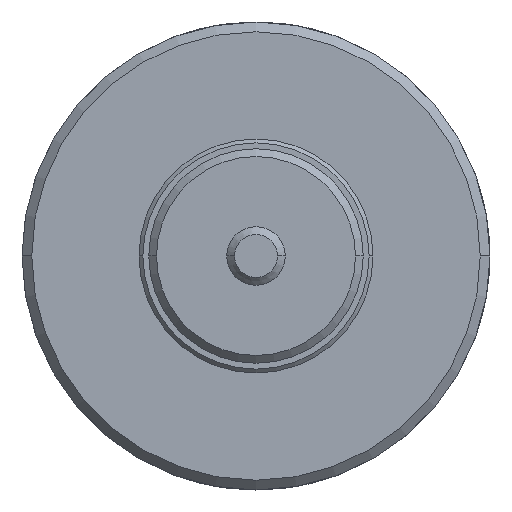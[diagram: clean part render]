
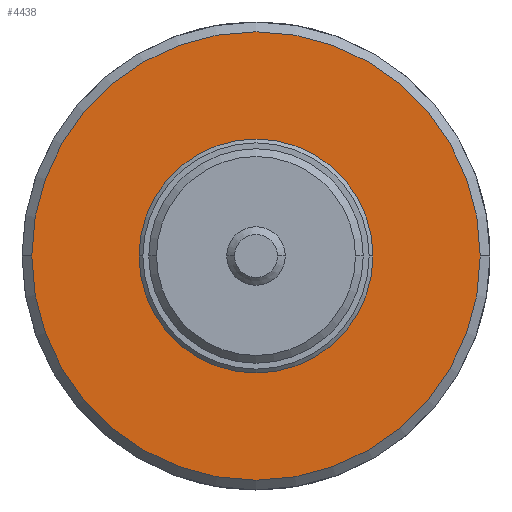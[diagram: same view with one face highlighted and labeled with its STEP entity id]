
A CAD part, left-side view. The second image highlights one B-rep face of the part: STEP entity #4438.
In plain terms, the highlighted planar face has unit normal (-1, 0, 0).
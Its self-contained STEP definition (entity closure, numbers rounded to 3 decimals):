
#377=CARTESIAN_POINT('',(-8.1,0.,0.));
#378=DIRECTION('',(1.,0.,0.));
#379=DIRECTION('',(0.,-1.,0.));
#380=AXIS2_PLACEMENT_3D('',#377,#378,#379);
#382=CARTESIAN_POINT('',(-8.1,0.,0.));
#383=DIRECTION('',(1.,0.,0.));
#384=DIRECTION('',(0.,0.,-1.));
#385=AXIS2_PLACEMENT_3D('',#382,#383,#384);
#387=CARTESIAN_POINT('',(-8.1,0.,0.));
#388=DIRECTION('',(1.,0.,0.));
#389=DIRECTION('',(0.,1.,0.));
#390=AXIS2_PLACEMENT_3D('',#387,#388,#389);
#392=CARTESIAN_POINT('',(-8.1,0.,0.));
#393=DIRECTION('',(1.,0.,0.));
#394=DIRECTION('',(0.,-1.,0.));
#395=AXIS2_PLACEMENT_3D('',#392,#393,#394);
#397=CARTESIAN_POINT('',(-8.1,0.,0.));
#398=DIRECTION('',(1.,0.,0.));
#399=DIRECTION('',(0.,1.,0.));
#400=AXIS2_PLACEMENT_3D('',#397,#398,#399);
#3170=CARTESIAN_POINT('',(-8.1,-5.75,0.));
#3171=VERTEX_POINT('',#3170);
#3172=CARTESIAN_POINT('',(-8.1,0.,
-5.75));
#3173=VERTEX_POINT('',#3172);
#3174=CARTESIAN_POINT('',(-8.1,5.75,0.));
#3175=VERTEX_POINT('',#3174);
#3993=CARTESIAN_POINT('',(-8.1,-3.,0.));
#3994=CARTESIAN_POINT('',(-8.1,3.,0.));
#3995=VERTEX_POINT('',#3993);
#3996=VERTEX_POINT('',#3994);
#4420=CARTESIAN_POINT('',(-8.1,0.,0.003));
#4421=DIRECTION('',(1.,0.,0.));
#4422=DIRECTION('',(0.,1.,0.));
#4423=AXIS2_PLACEMENT_3D('',#4420,#4421,#4422);
#4424=PLANE('',#4423);
#4426=ORIENTED_EDGE('',*,*,#4425,.T.);
#4428=ORIENTED_EDGE('',*,*,#4427,.T.);
#4429=ORIENTED_EDGE('',*,*,#4410,.T.);
#4430=EDGE_LOOP('',(#4426,#4428,#4429));
#4431=FACE_OUTER_BOUND('',#4430,.F.);
#4433=ORIENTED_EDGE('',*,*,#4432,.F.);
#4435=ORIENTED_EDGE('',*,*,#4434,.F.);
#4436=EDGE_LOOP('',(#4433,#4435));
#4437=FACE_BOUND('',#4436,.F.);
#4438=ADVANCED_FACE('',(#4431,#4437),#4424,.F.);
#381=CIRCLE('',#380,5.75);
#386=CIRCLE('',#385,5.75);
#391=CIRCLE('',#390,5.75);
#396=CIRCLE('',#395,3.);
#401=CIRCLE('',#400,3.);
#4410=EDGE_CURVE('',#3175,#3171,#391,.T.);
#4425=EDGE_CURVE('',#3171,#3173,#381,.T.);
#4427=EDGE_CURVE('',#3173,#3175,#386,.T.);
#4432=EDGE_CURVE('',#3995,#3996,#396,.T.);
#4434=EDGE_CURVE('',#3996,#3995,#401,.T.);
